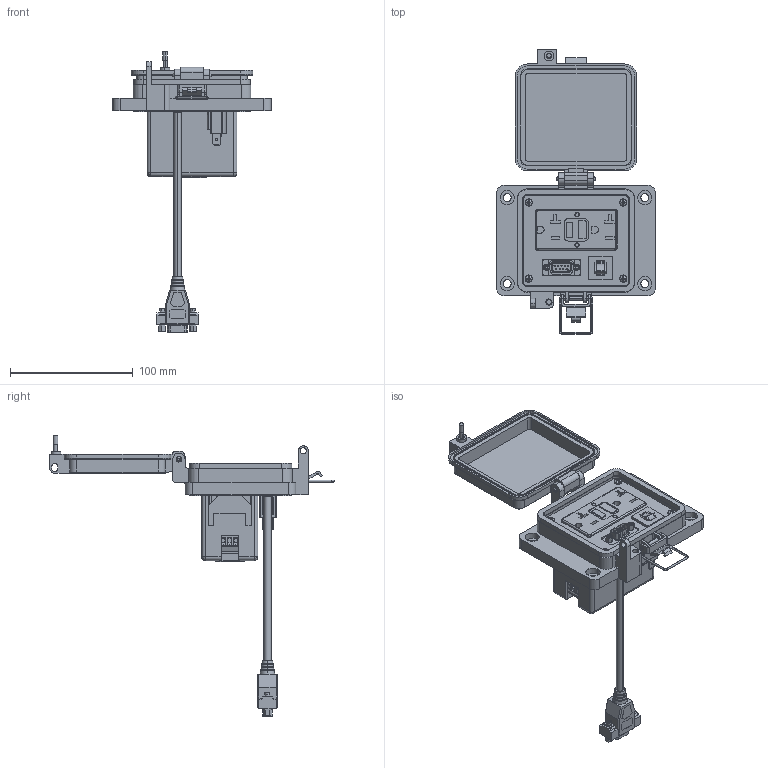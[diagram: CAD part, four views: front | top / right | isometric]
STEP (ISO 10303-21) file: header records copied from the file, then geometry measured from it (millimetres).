
FILE_DESCRIPTION (( 'STEP AP203' ), '1' );
FILE_NAME ('P-P1-K2RF3_3D.STEP', '2020-02-18T20:37:41', ( '' ), ( '' ), 'SwSTEP 2.0', 'SolidWorks 2019', '' );
FILE_SCHEMA (( 'CONFIG_CONTROL_DESIGN' ));
Length unit declared in the file: millimetre
Products named in the file (14): Z-000-440316 JACK SCREW_92710A212; P-P1-K2RF3_BP180_1; Z-200-OTLT-RIOF_RF; P-P1-K2RF3_3D; Z-000-440316 NUT_95130A110; Z-200-OTLT-GFIH-1_sheared; 92005A124_METRIC PAN HEAD PHILLIPS MACHINE SCREW_92005A124; P-P1-K2RF3_FP060_1; RF; Z-CB-SM; Z-H-K2_B; CBX; -K2; P1
Assembly tree (18 placements, depth 3):
  P-P1-K2RF3_3D
    P-P1-K2RF3_BP180_1
    P-P1-K2RF3_FP060_1
    RF
      Z-200-OTLT-RIOF_RF
      Z-200-OTLT-GFIH-1_sheared
    P1
    Z-000-440316 JACK SCREW_92710A212  x2
    Z-000-440316 NUT_95130A110  x2
    CBX
      Z-CB-SM
    -K2
      Z-H-K2_B
    92005A124_METRIC PAN HEAD PHILLIPS MACHINE SCREW_92005A124  x4
Bounding box: 129 x 231.28 x 228.21 mm (x, y, z)
Volume: 298993.5 mm3; surface area: 177671.2 mm2
Topology: 48 solids, 48 shells, 3575 faces, 9694 edges, 6336 vertices
Faces by surface type: plane 1669, cylinder 1492, bspline 177, cone 151, torus 58, sphere 28
Entity records: 103134 total; most frequent: CARTESIAN_POINT 30779, ORIENTED_EDGE 15324, DIRECTION 13981, EDGE_CURVE 7662, VERTEX_POINT 5018, VECTOR 4929, LINE 4929, AXIS2_PLACEMENT_3D 4526
